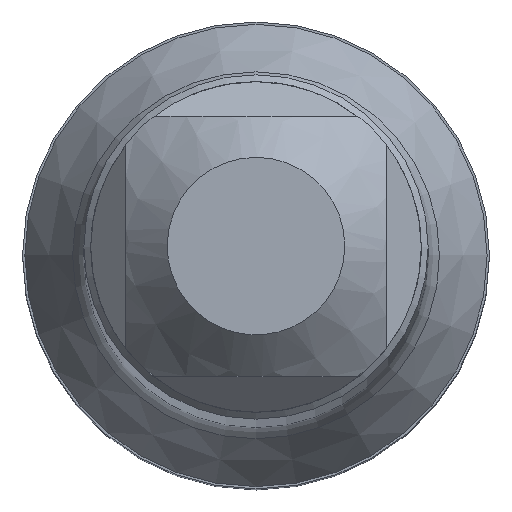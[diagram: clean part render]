
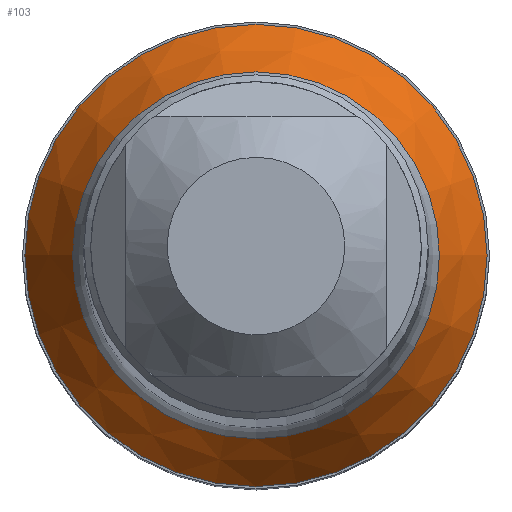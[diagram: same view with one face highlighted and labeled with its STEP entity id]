
A CAD part, top view. The second image highlights one B-rep face of the part: STEP entity #103.
In plain terms, the highlighted conical face has half-angle 30 degrees and reference radius 2.25 mm.
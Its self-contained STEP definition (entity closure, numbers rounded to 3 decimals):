
#96=CONICAL_SURFACE('',#389,2.25,30.);
#103=ADVANCED_FACE('',(#130,#131),#96,.T.);
#130=FACE_BOUND('',#152,.T.);
#131=FACE_BOUND('',#153,.T.);
#152=EDGE_LOOP('',(#186));
#153=EDGE_LOOP('',(#187));
#186=ORIENTED_EDGE('',*,*,#286,.T.);
#187=ORIENTED_EDGE('',*,*,#287,.F.);
#258=VERTEX_POINT('',#571);
#259=VERTEX_POINT('',#573);
#286=EDGE_CURVE('',#258,#258,#322,.T.);
#287=EDGE_CURVE('',#259,#259,#323,.T.);
#322=CIRCLE('',#387,2.397);
#323=CIRCLE('',#388,3.02);
#387=AXIS2_PLACEMENT_3D('',#570,#441,#442);
#388=AXIS2_PLACEMENT_3D('',#572,#443,#444);
#389=AXIS2_PLACEMENT_3D('',#574,#445,#446);
#441=DIRECTION('',(0.,0.,-1.));
#442=DIRECTION('',(-1.,0.,0.));
#443=DIRECTION('',(0.,0.,-1.));
#444=DIRECTION('',(-1.,0.,0.));
#445=DIRECTION('',(0.,0.,-1.));
#446=DIRECTION('',(-1.,0.,0.));
#570=CARTESIAN_POINT('',(0.,0.,-68.921));
#571=CARTESIAN_POINT('',(-2.397,0.,-68.921));
#572=CARTESIAN_POINT('',(0.,0.,-70.));
#573=CARTESIAN_POINT('',(-3.02,0.,-70.));
#574=CARTESIAN_POINT('',(0.,0.,-68.666));
